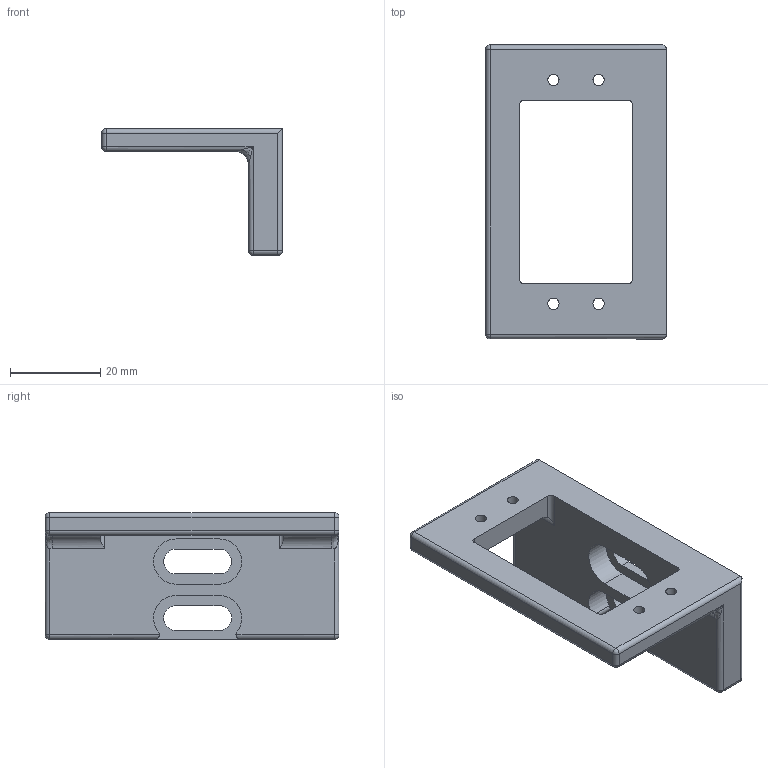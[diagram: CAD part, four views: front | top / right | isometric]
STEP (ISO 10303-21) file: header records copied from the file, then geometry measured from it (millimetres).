
FILE_DESCRIPTION (( 'STEP AP203' ), '1' );
FILE_NAME ('KT210192A.step', '2021-03-02T08:45:58', ( '' ), ( '' ), 'SwSTEP 2.0', 'SolidWorks 2020', '' );
FILE_SCHEMA (( 'CONFIG_CONTROL_DESIGN' ));
Length unit declared in the file: millimetre
Products named in the file (1): KT210192A
Bounding box: 40 x 65 x 28 mm (x, y, z)
Volume: 16788.2 mm3; surface area: 8287.5 mm2
Topology: 1 solids, 1 shells, 69 faces, 183 edges, 106 vertices
Faces by surface type: cylinder 37, plane 20, sphere 8, bspline 4
Full cylindrical faces by diameter (mm): 2.5 x4
Entity records: 3106 total; most frequent: CARTESIAN_POINT 1389, DIRECTION 339, ORIENTED_EDGE 338, EDGE_CURVE 169, AXIS2_PLACEMENT_3D 126, VERTEX_POINT 106, EDGE_LOOP 87, LINE 87
